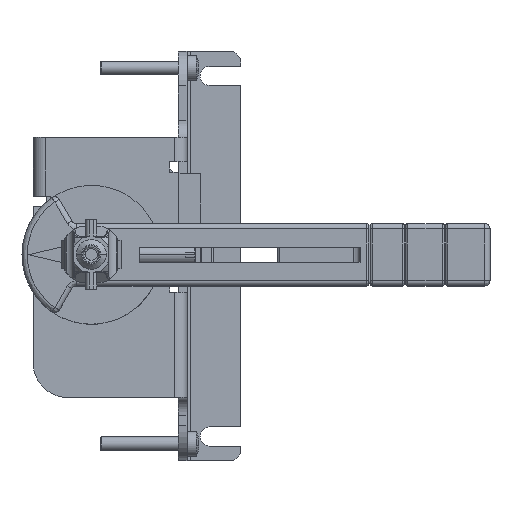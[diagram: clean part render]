
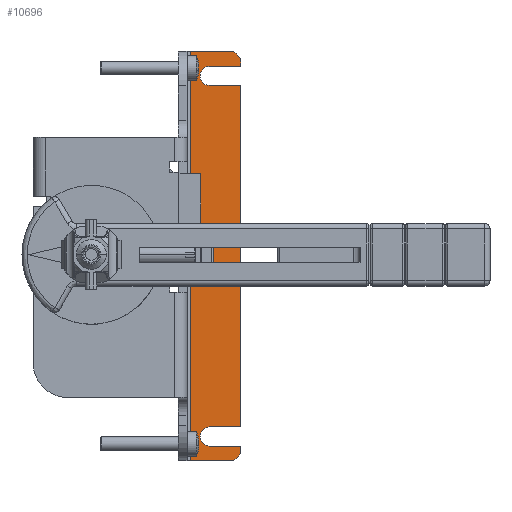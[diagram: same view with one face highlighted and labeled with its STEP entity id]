
A CAD part, top view. The second image highlights one B-rep face of the part: STEP entity #10696.
In plain terms, the highlighted planar face has unit normal (0, 0, 1).
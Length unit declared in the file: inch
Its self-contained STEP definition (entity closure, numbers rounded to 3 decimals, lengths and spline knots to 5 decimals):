
#44 = DIRECTION ( 'NONE',  ( 1., 0., 0. ) ) ;
#456 = LINE ( 'NONE', #51352, #72837 ) ;
#884 = ORIENTED_EDGE ( 'NONE', *, *, #22654, .T. ) ;
#1196 = ORIENTED_EDGE ( 'NONE', *, *, #8660, .T. ) ;
#1306 = ORIENTED_EDGE ( 'NONE', *, *, #55707, .T. ) ;
#2948 = DIRECTION ( 'NONE',  ( 0., 1., 0. ) ) ;
#3455 = CARTESIAN_POINT ( 'NONE',  ( -4.91406, -9.94589, 0.04331 ) ) ;
#3512 = CARTESIAN_POINT ( 'NONE',  ( -4.69752, -11.88487, 0.04331 ) ) ;
#3897 = VECTOR ( 'NONE', #42754, 39.37008 ) ;
#4672 = VECTOR ( 'NONE', #51627, 39.37008 ) ;
#4885 = DIRECTION ( 'NONE',  ( -1., 0., 0. ) ) ;
#5182 = CARTESIAN_POINT ( 'NONE',  ( -4.69752, -11.99314, 0.04331 ) ) ;
#5600 = CARTESIAN_POINT ( 'NONE',  ( -4.95343, -12.66243, 0.04331 ) ) ;
#6603 = EDGE_CURVE ( 'NONE', #69980, #30638, #35472, .T. ) ;
#8660 = EDGE_CURVE ( 'NONE', #65968, #23676, #8999, .T. ) ;
#8969 = VERTEX_POINT ( 'NONE', #12476 ) ;
#8999 = LINE ( 'NONE', #27117, #52764 ) ;
#9661 = EDGE_CURVE ( 'NONE', #30638, #71234, #46418, .T. ) ;
#10696 = ADVANCED_FACE ( 'NONE', ( #66922 ), #11372, .T. ) ;
#10922 = DIRECTION ( 'NONE',  ( -1., 0., 0. ) ) ;
#11296 = DIRECTION ( 'NONE',  ( -1., 0., 0. ) ) ;
#11372 = PLANE ( 'NONE',  #24804 ) ;
#12476 = CARTESIAN_POINT ( 'NONE',  ( -4.69752, -8.00692, 0.04331 ) ) ;
#12542 = ORIENTED_EDGE ( 'NONE', *, *, #43937, .T. ) ;
#13143 = EDGE_LOOP ( 'NONE', ( #12542, #60399, #1196, #64228, #57862, #47853, #65071, #60545, #15796, #22881, #27707, #31900, #58517, #884, #1306, #33320 ) ) ;
#13442 = CARTESIAN_POINT ( 'NONE',  ( -4.34319, -8.00692, 0.04331 ) ) ;
#15796 = ORIENTED_EDGE ( 'NONE', *, *, #18218, .T. ) ;
#17113 = DIRECTION ( 'NONE',  ( 0., 0., 1. ) ) ;
#17124 = VECTOR ( 'NONE', #37142, 39.37008 ) ;
#18218 = EDGE_CURVE ( 'NONE', #70301, #69980, #21170, .T. ) ;
#19102 = LINE ( 'NONE', #36960, #3897 ) ;
#19199 = CARTESIAN_POINT ( 'NONE',  ( -4.69752, -11.99314, 0.04331 ) ) ;
#19522 = DIRECTION ( 'NONE',  ( 0., 1., 0. ) ) ;
#19656 = EDGE_CURVE ( 'NONE', #34260, #70301, #68450, .T. ) ;
#20354 = AXIS2_PLACEMENT_3D ( 'NONE', #19199, #59174, #24989 ) ;
#21170 = CIRCLE ( 'NONE', #53556, 0.10827 ) ;
#22654 = EDGE_CURVE ( 'NONE', #8969, #69548, #69869, .T. ) ;
#22811 = EDGE_CURVE ( 'NONE', #23676, #32783, #60950, .T. ) ;
#22881 = ORIENTED_EDGE ( 'NONE', *, *, #6603, .T. ) ;
#22893 = VECTOR ( 'NONE', #33355, 39.37008 ) ;
#23676 = VERTEX_POINT ( 'NONE', #71784 ) ;
#24804 = AXIS2_PLACEMENT_3D ( 'NONE', #5600, #17113, #57089 ) ;
#24824 = CARTESIAN_POINT ( 'NONE',  ( -4.34319, -12.66243, 0.04331 ) ) ;
#24989 = DIRECTION ( 'NONE',  ( -1., 0., 0. ) ) ;
#25233 = CARTESIAN_POINT ( 'NONE',  ( -4.34319, -7.7018, 0.04331 ) ) ;
#25500 = VERTEX_POINT ( 'NONE', #56903 ) ;
#25777 = CARTESIAN_POINT ( 'NONE',  ( -4.34319, -12.66243, 0.04331 ) ) ;
#27117 = CARTESIAN_POINT ( 'NONE',  ( -5.01248, -7.62306, 0.04331 ) ) ;
#27707 = ORIENTED_EDGE ( 'NONE', *, *, #9661, .T. ) ;
#29494 = EDGE_CURVE ( 'NONE', #39796, #52311, #35037, .T. ) ;
#29510 = VECTOR ( 'NONE', #37795, 39.37008 ) ;
#29530 = DIRECTION ( 'NONE',  ( 0., 0., -1. ) ) ;
#29870 = VECTOR ( 'NONE', #19522, 39.37008 ) ;
#30638 = VERTEX_POINT ( 'NONE', #3512 ) ;
#30713 = DIRECTION ( 'NONE',  ( -0.707, 0.707, 0. ) ) ;
#30834 = VECTOR ( 'NONE', #11296, 39.37008 ) ;
#31900 = ORIENTED_EDGE ( 'NONE', *, *, #64607, .T. ) ;
#32783 = VERTEX_POINT ( 'NONE', #37562 ) ;
#33320 = ORIENTED_EDGE ( 'NONE', *, *, #42538, .T. ) ;
#33355 = DIRECTION ( 'NONE',  ( -1., 0., 0. ) ) ;
#34004 = CARTESIAN_POINT ( 'NONE',  ( -4.95343, -8.00692, 0.04331 ) ) ;
#34141 = DIRECTION ( 'NONE',  ( 0., 1., 0. ) ) ;
#34260 = VERTEX_POINT ( 'NONE', #36793 ) ;
#35037 = LINE ( 'NONE', #57155, #4672 ) ;
#35472 = CIRCLE ( 'NONE', #20354, 0.10827 ) ;
#35964 = CARTESIAN_POINT ( 'NONE',  ( -4.42193, -12.26873, 0.04331 ) ) ;
#36793 = CARTESIAN_POINT ( 'NONE',  ( -4.34319, -12.10141, 0.04331 ) ) ;
#36960 = CARTESIAN_POINT ( 'NONE',  ( -4.95343, -7.79038, 0.04331 ) ) ;
#37142 = DIRECTION ( 'NONE',  ( 0., -1., 0. ) ) ;
#37562 = CARTESIAN_POINT ( 'NONE',  ( -4.91406, -12.26873, 0.04331 ) ) ;
#37795 = DIRECTION ( 'NONE',  ( 1., 0., 0. ) ) ;
#38148 = EDGE_CURVE ( 'NONE', #52311, #34260, #43206, .T. ) ;
#38559 = CARTESIAN_POINT ( 'NONE',  ( -4.95343, -12.10141, 0.04331 ) ) ;
#39025 = EDGE_CURVE ( 'NONE', #60706, #65968, #55646, .T. ) ;
#39091 = DIRECTION ( 'NONE',  ( 0., 0., -1. ) ) ;
#39796 = VERTEX_POINT ( 'NONE', #35964 ) ;
#41247 = CIRCLE ( 'NONE', #55861, 0.10827 ) ;
#42538 = EDGE_CURVE ( 'NONE', #73018, #25500, #19102, .T. ) ;
#42754 = DIRECTION ( 'NONE',  ( 1., 0., 0. ) ) ;
#43206 = LINE ( 'NONE', #24824, #29870 ) ;
#43937 = EDGE_CURVE ( 'NONE', #25500, #60706, #60059, .T. ) ;
#44160 = VECTOR ( 'NONE', #44, 39.37008 ) ;
#44807 = VECTOR ( 'NONE', #2948, 39.37008 ) ;
#45146 = DIRECTION ( 'NONE',  ( 0., 0., -1. ) ) ;
#45973 = LINE ( 'NONE', #34004, #30834 ) ;
#46418 = LINE ( 'NONE', #55112, #29510 ) ;
#47154 = CARTESIAN_POINT ( 'NONE',  ( -4.69752, -7.79038, 0.04331 ) ) ;
#47853 = ORIENTED_EDGE ( 'NONE', *, *, #29494, .T. ) ;
#49356 = EDGE_CURVE ( 'NONE', #61697, #8969, #45973, .T. ) ;
#51352 = CARTESIAN_POINT ( 'NONE',  ( -4.34319, -12.66243, 0.04331 ) ) ;
#51627 = DIRECTION ( 'NONE',  ( 0.707, 0.707, 0. ) ) ;
#52311 = VERTEX_POINT ( 'NONE', #55668 ) ;
#52764 = VECTOR ( 'NONE', #67059, 39.37008 ) ;
#53556 = AXIS2_PLACEMENT_3D ( 'NONE', #5182, #45146, #10922 ) ;
#54211 = EDGE_CURVE ( 'NONE', #32783, #39796, #61169, .T. ) ;
#54911 = AXIS2_PLACEMENT_3D ( 'NONE', #63703, #29530, #69434 ) ;
#55112 = CARTESIAN_POINT ( 'NONE',  ( -4.95343, -11.88487, 0.04331 ) ) ;
#55646 = LINE ( 'NONE', #25233, #69011 ) ;
#55668 = CARTESIAN_POINT ( 'NONE',  ( -4.34319, -12.18999, 0.04331 ) ) ;
#55707 = EDGE_CURVE ( 'NONE', #69548, #73018, #41247, .T. ) ;
#55861 = AXIS2_PLACEMENT_3D ( 'NONE', #73337, #39091, #4885 ) ;
#56903 = CARTESIAN_POINT ( 'NONE',  ( -4.34319, -7.79038, 0.04331 ) ) ;
#57089 = DIRECTION ( 'NONE',  ( 1., 0., 0. ) ) ;
#57155 = CARTESIAN_POINT ( 'NONE',  ( -4.42193, -12.26873, 0.04331 ) ) ;
#57603 = CARTESIAN_POINT ( 'NONE',  ( -4.80579, -7.89865, 0.04331 ) ) ;
#57814 = CARTESIAN_POINT ( 'NONE',  ( -4.80579, -11.99314, 0.04331 ) ) ;
#57862 = ORIENTED_EDGE ( 'NONE', *, *, #54211, .T. ) ;
#58517 = ORIENTED_EDGE ( 'NONE', *, *, #49356, .T. ) ;
#59174 = DIRECTION ( 'NONE',  ( 0., 0., -1. ) ) ;
#60059 = LINE ( 'NONE', #25777, #44807 ) ;
#60399 = ORIENTED_EDGE ( 'NONE', *, *, #39025, .T. ) ;
#60545 = ORIENTED_EDGE ( 'NONE', *, *, #19656, .T. ) ;
#60706 = VERTEX_POINT ( 'NONE', #63402 ) ;
#60950 = LINE ( 'NONE', #3455, #17124 ) ;
#61169 = LINE ( 'NONE', #68233, #44160 ) ;
#61268 = CARTESIAN_POINT ( 'NONE',  ( -4.69752, -12.10141, 0.04331 ) ) ;
#61697 = VERTEX_POINT ( 'NONE', #13442 ) ;
#63402 = CARTESIAN_POINT ( 'NONE',  ( -4.34319, -7.7018, 0.04331 ) ) ;
#63703 = CARTESIAN_POINT ( 'NONE',  ( -4.69752, -7.89865, 0.04331 ) ) ;
#64228 = ORIENTED_EDGE ( 'NONE', *, *, #22811, .T. ) ;
#64607 = EDGE_CURVE ( 'NONE', #71234, #61697, #456, .T. ) ;
#65071 = ORIENTED_EDGE ( 'NONE', *, *, #38148, .T. ) ;
#65968 = VERTEX_POINT ( 'NONE', #73521 ) ;
#66922 = FACE_OUTER_BOUND ( 'NONE', #13143, .T. ) ;
#67059 = DIRECTION ( 'NONE',  ( -1., 0., 0. ) ) ;
#68233 = CARTESIAN_POINT ( 'NONE',  ( -5.01248, -12.26873, 0.04331 ) ) ;
#68450 = LINE ( 'NONE', #38559, #22893 ) ;
#69011 = VECTOR ( 'NONE', #30713, 39.37008 ) ;
#69434 = DIRECTION ( 'NONE',  ( -1., 0., 0. ) ) ;
#69466 = CARTESIAN_POINT ( 'NONE',  ( -4.34319, -11.88487, 0.04331 ) ) ;
#69548 = VERTEX_POINT ( 'NONE', #57603 ) ;
#69869 = CIRCLE ( 'NONE', #54911, 0.10827 ) ;
#69980 = VERTEX_POINT ( 'NONE', #57814 ) ;
#70301 = VERTEX_POINT ( 'NONE', #61268 ) ;
#71234 = VERTEX_POINT ( 'NONE', #69466 ) ;
#71784 = CARTESIAN_POINT ( 'NONE',  ( -4.91406, -7.62306, 0.04331 ) ) ;
#72837 = VECTOR ( 'NONE', #34141, 39.37008 ) ;
#73018 = VERTEX_POINT ( 'NONE', #47154 ) ;
#73337 = CARTESIAN_POINT ( 'NONE',  ( -4.69752, -7.89865, 0.04331 ) ) ;
#73521 = CARTESIAN_POINT ( 'NONE',  ( -4.42193, -7.62306, 0.04331 ) ) ;
